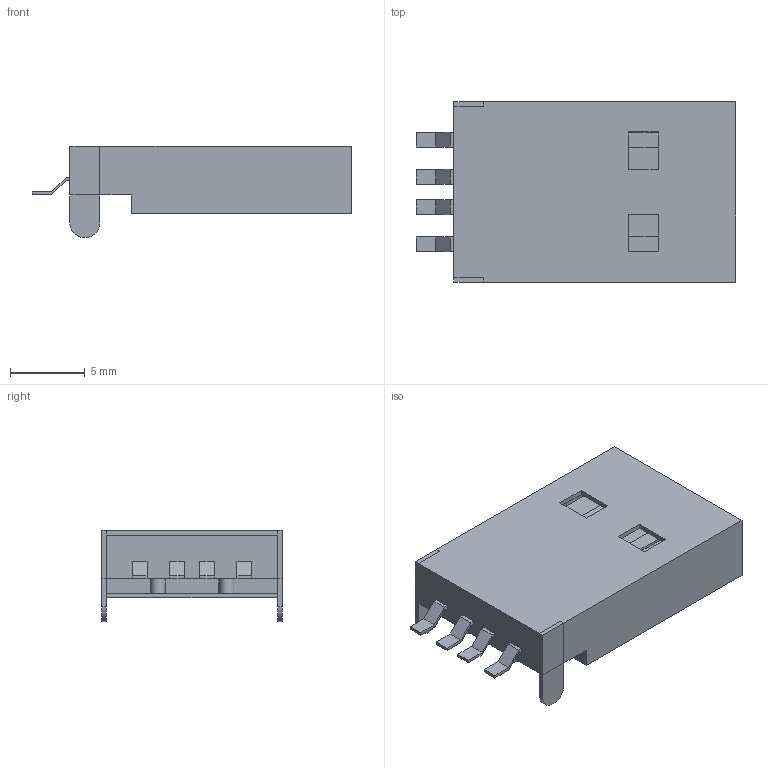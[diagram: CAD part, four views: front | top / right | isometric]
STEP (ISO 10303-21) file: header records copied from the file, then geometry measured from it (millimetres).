
FILE_DESCRIPTION(('FreeCAD Model'),'2;1');
FILE_NAME('CNCTech_1001-011-01101.step','2021-03-13T18:02:11',('kicad StepUp'),('ksu MCAD') ,'Open CASCADE STEP processor 7.3','FreeCAD','Unknown');
FILE_SCHEMA(('AUTOMOTIVE_DESIGN { 1 0 10303 214 1 1 1 1 }'));
Length unit declared in the file: millimetre
Products named in the file (1): CNCTech_1001-011-01101
Bounding box: 21.3 x 12.05 x 6.1 mm (x, y, z)
Volume: 770.1 mm3; surface area: 1009.4 mm2
Topology: 1 solids, 1 shells, 108 faces, 277 edges, 180 vertices
Faces by surface type: plane 104, cylinder 4
Full cylindrical faces by diameter (mm): 1 x2
Entity records: 3974 total; most frequent: CARTESIAN_POINT 566, ORIENTED_EDGE 554, DIRECTION 503, EDGE_CURVE 277, LINE 269, VECTOR 269, VERTEX_POINT 180, FACE_BOUND 121
